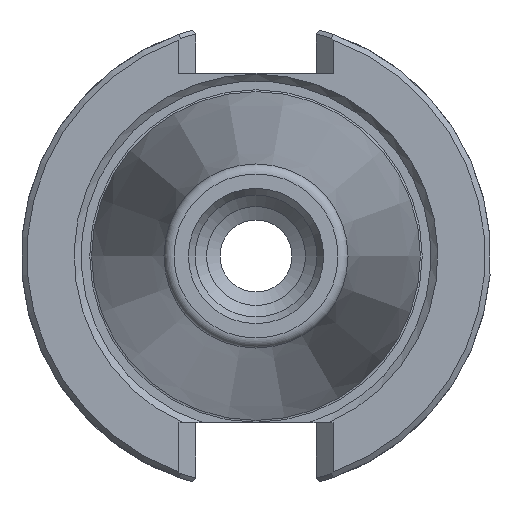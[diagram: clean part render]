
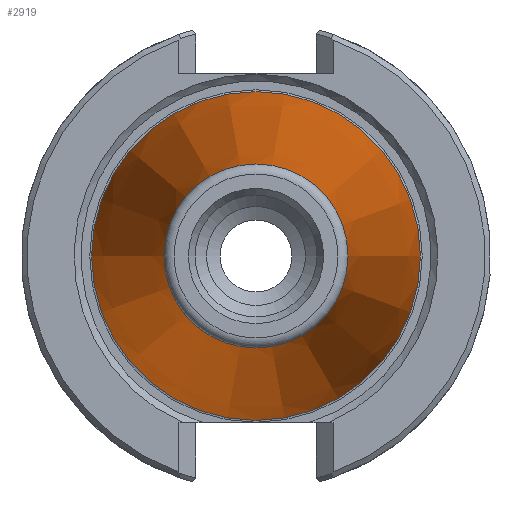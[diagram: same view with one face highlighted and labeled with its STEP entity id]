
A CAD part, left-side view. The second image highlights one B-rep face of the part: STEP entity #2919.
In plain terms, the highlighted conical face has half-angle 8.297 degrees and reference radius 17.248 mm.
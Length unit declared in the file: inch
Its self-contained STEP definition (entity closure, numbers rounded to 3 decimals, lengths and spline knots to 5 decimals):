
#2753=CARTESIAN_POINT('',(0.0,0.875,0.0));
#2754=VERTEX_POINT('',#2753);
#2755=CARTESIAN_POINT('',(0.0,0.0,0.0));
#2756=DIRECTION('',(1.0,0.,0.0));
#2757=DIRECTION('',(0.,1.0,0.0));
#2758=AXIS2_PLACEMENT_3D('',#2755,#2756,#2757);
#2759=CIRCLE('',#2758,0.875);
#2760=EDGE_CURVE('',#2754,#2754,#2759,.T.);
#2884=CARTESIAN_POINT('',(-2.64129,0.48982,0.));
#2885=VERTEX_POINT('',#2884);
#2886=CARTESIAN_POINT('',(-2.64129,0.,0.));
#2887=DIRECTION('',(-1.0,0.0,0.0));
#2888=DIRECTION('',(0.0,-1.0,0.0));
#2889=AXIS2_PLACEMENT_3D('',#2886,#2887,#2888);
#2890=CIRCLE('',#2889,0.48982);
#2891=EDGE_CURVE('',#2885,#2885,#2890,.T.);
#2908=CARTESIAN_POINT('',(-1.34375,0.0,0.0));
#2909=DIRECTION('',(1.0,0.0,0.0));
#2910=DIRECTION('',(0.,1.0,0.0));
#2911=AXIS2_PLACEMENT_3D('',#2908,#2909,#2910);
#2912=CONICAL_SURFACE('',#2911,0.67904,8.297);
#2913=ORIENTED_EDGE('',*,*,#2760,.F.);
#2914=EDGE_LOOP('',(#2913));
#2915=FACE_OUTER_BOUND('',#2914,.T.);
#2916=ORIENTED_EDGE('',*,*,#2891,.F.);
#2917=EDGE_LOOP('',(#2916));
#2918=FACE_BOUND('',#2917,.T.);
#2919=ADVANCED_FACE('',(#2915,#2918),#2912,.T.);
